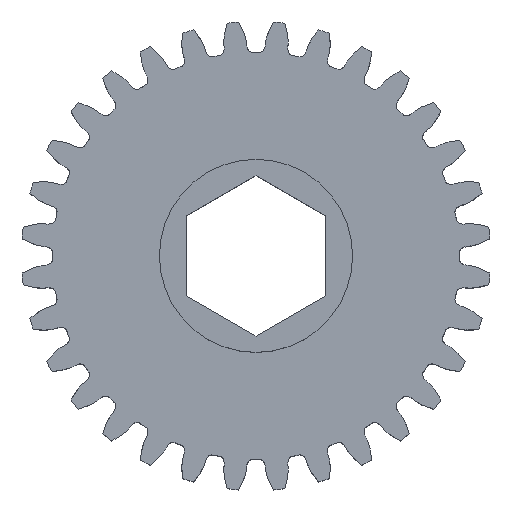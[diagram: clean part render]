
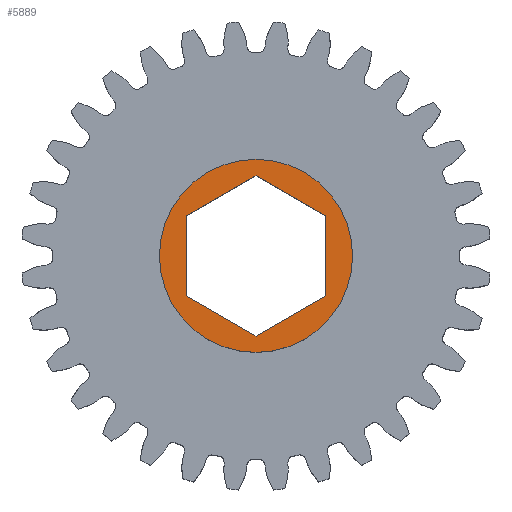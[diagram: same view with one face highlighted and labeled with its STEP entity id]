
A CAD part, top view. The second image highlights one B-rep face of the part: STEP entity #5889.
In plain terms, the highlighted planar face has unit normal (0, 0, 1).
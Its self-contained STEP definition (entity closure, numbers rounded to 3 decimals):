
#360 = ORIENTED_EDGE ( 'NONE', *, *, #10360, .T. ) ;
#543 = VERTEX_POINT ( 'NONE', #8022 ) ;
#815 = DIRECTION ( 'NONE',  ( 0.866, 0.5, 0. ) ) ;
#1543 = ORIENTED_EDGE ( 'NONE', *, *, #12728, .T. ) ;
#1591 = FACE_BOUND ( 'NONE', #9430, .T. ) ;
#1673 = CARTESIAN_POINT ( 'NONE',  ( 6.388, -3.688, 6.3 ) ) ;
#2068 = CARTESIAN_POINT ( 'NONE',  ( -6.388, -3.688, 6.3 ) ) ;
#2147 = VERTEX_POINT ( 'NONE', #9658 ) ;
#2287 = CARTESIAN_POINT ( 'NONE',  ( 0., 7.376, 6.3 ) ) ;
#2491 = CARTESIAN_POINT ( 'NONE',  ( 0., -7.376, 6.3 ) ) ;
#3114 = DIRECTION ( 'NONE',  ( 0., 1., 0. ) ) ;
#3177 = ORIENTED_EDGE ( 'NONE', *, *, #6469, .F. ) ;
#3248 = AXIS2_PLACEMENT_3D ( 'NONE', #10531, #9414, #3114 ) ;
#3590 = DIRECTION ( 'NONE',  ( 0., 0., -1. ) ) ;
#3757 = VERTEX_POINT ( 'NONE', #6441 ) ;
#3860 = LINE ( 'NONE', #1673, #8971 ) ;
#3942 = DIRECTION ( 'NONE',  ( -0.866, 0.5, 0. ) ) ;
#4018 = LINE ( 'NONE', #5732, #8310 ) ;
#4382 = CIRCLE ( 'NONE', #11291, 8.89 ) ;
#4799 = DIRECTION ( 'NONE',  ( 0.866, -0.5, 0. ) ) ;
#5048 = CARTESIAN_POINT ( 'NONE',  ( 0., -7.376, 6.3 ) ) ;
#5221 = EDGE_CURVE ( 'NONE', #13360, #3757, #10996, .T. ) ;
#5338 = VECTOR ( 'NONE', #815, 1000. ) ;
#5371 = CARTESIAN_POINT ( 'NONE',  ( 0., 0., 6.3 ) ) ;
#5419 = DIRECTION ( 'NONE',  ( 0., 1., 0. ) ) ;
#5579 = EDGE_CURVE ( 'NONE', #8607, #13360, #12461, .T. ) ;
#5694 = CIRCLE ( 'NONE', #11034, 8.89 ) ;
#5732 = CARTESIAN_POINT ( 'NONE',  ( 0., 7.376, 6.3 ) ) ;
#5889 = ADVANCED_FACE ( 'NONE', ( #1591, #7027 ), #11643, .F. ) ;
#5966 = VERTEX_POINT ( 'NONE', #2287 ) ;
#5980 = VERTEX_POINT ( 'NONE', #10671 ) ;
#6441 = CARTESIAN_POINT ( 'NONE',  ( -6.388, 3.688, 6.3 ) ) ;
#6469 = EDGE_CURVE ( 'NONE', #10090, #5980, #4382, .T. ) ;
#6594 = DIRECTION ( 'NONE',  ( 0., -1., 0. ) ) ;
#7016 = LINE ( 'NONE', #9814, #7510 ) ;
#7027 = FACE_OUTER_BOUND ( 'NONE', #10899, .T. ) ;
#7510 = VECTOR ( 'NONE', #6594, 1000. ) ;
#7796 = CARTESIAN_POINT ( 'NONE',  ( 0., 0., 6.3 ) ) ;
#8022 = CARTESIAN_POINT ( 'NONE',  ( 6.388, -3.688, 6.3 ) ) ;
#8310 = VECTOR ( 'NONE', #4799, 1000. ) ;
#8495 = EDGE_CURVE ( 'NONE', #2147, #543, #7016, .T. ) ;
#8607 = VERTEX_POINT ( 'NONE', #2491 ) ;
#8663 = EDGE_CURVE ( 'NONE', #5980, #10090, #5694, .T. ) ;
#8917 = DIRECTION ( 'NONE',  ( 0., 1., 0. ) ) ;
#8971 = VECTOR ( 'NONE', #10492, 1000. ) ;
#9414 = DIRECTION ( 'NONE',  ( 0., 0., -1. ) ) ;
#9430 = EDGE_LOOP ( 'NONE', ( #10555, #1543, #12531, #13243, #360, #12235 ) ) ;
#9626 = LINE ( 'NONE', #11410, #5338 ) ;
#9658 = CARTESIAN_POINT ( 'NONE',  ( 6.388, 3.688, 6.3 ) ) ;
#9814 = CARTESIAN_POINT ( 'NONE',  ( 6.388, 3.688, 6.3 ) ) ;
#10090 = VERTEX_POINT ( 'NONE', #12173 ) ;
#10313 = VECTOR ( 'NONE', #3942, 1000. ) ;
#10327 = VECTOR ( 'NONE', #10460, 1000. ) ;
#10360 = EDGE_CURVE ( 'NONE', #543, #8607, #3860, .T. ) ;
#10460 = DIRECTION ( 'NONE',  ( 0., 1., 0. ) ) ;
#10492 = DIRECTION ( 'NONE',  ( -0.866, -0.5, 0. ) ) ;
#10503 = CARTESIAN_POINT ( 'NONE',  ( -6.388, -3.688, 6.3 ) ) ;
#10531 = CARTESIAN_POINT ( 'NONE',  ( 0., 0., 6.3 ) ) ;
#10555 = ORIENTED_EDGE ( 'NONE', *, *, #5221, .T. ) ;
#10579 = ORIENTED_EDGE ( 'NONE', *, *, #8663, .F. ) ;
#10671 = CARTESIAN_POINT ( 'NONE',  ( 0., 8.89, 6.3 ) ) ;
#10899 = EDGE_LOOP ( 'NONE', ( #10579, #3177 ) ) ;
#10996 = LINE ( 'NONE', #10503, #10327 ) ;
#11034 = AXIS2_PLACEMENT_3D ( 'NONE', #5371, #11747, #5419 ) ;
#11291 = AXIS2_PLACEMENT_3D ( 'NONE', #7796, #3590, #8917 ) ;
#11410 = CARTESIAN_POINT ( 'NONE',  ( -6.388, 3.688, 6.3 ) ) ;
#11643 = PLANE ( 'NONE',  #3248 ) ;
#11747 = DIRECTION ( 'NONE',  ( 0., 0., -1. ) ) ;
#12173 = CARTESIAN_POINT ( 'NONE',  ( 0., -8.89, 6.3 ) ) ;
#12235 = ORIENTED_EDGE ( 'NONE', *, *, #5579, .T. ) ;
#12461 = LINE ( 'NONE', #5048, #10313 ) ;
#12531 = ORIENTED_EDGE ( 'NONE', *, *, #13115, .T. ) ;
#12728 = EDGE_CURVE ( 'NONE', #3757, #5966, #9626, .T. ) ;
#13115 = EDGE_CURVE ( 'NONE', #5966, #2147, #4018, .T. ) ;
#13243 = ORIENTED_EDGE ( 'NONE', *, *, #8495, .T. ) ;
#13360 = VERTEX_POINT ( 'NONE', #2068 ) ;
